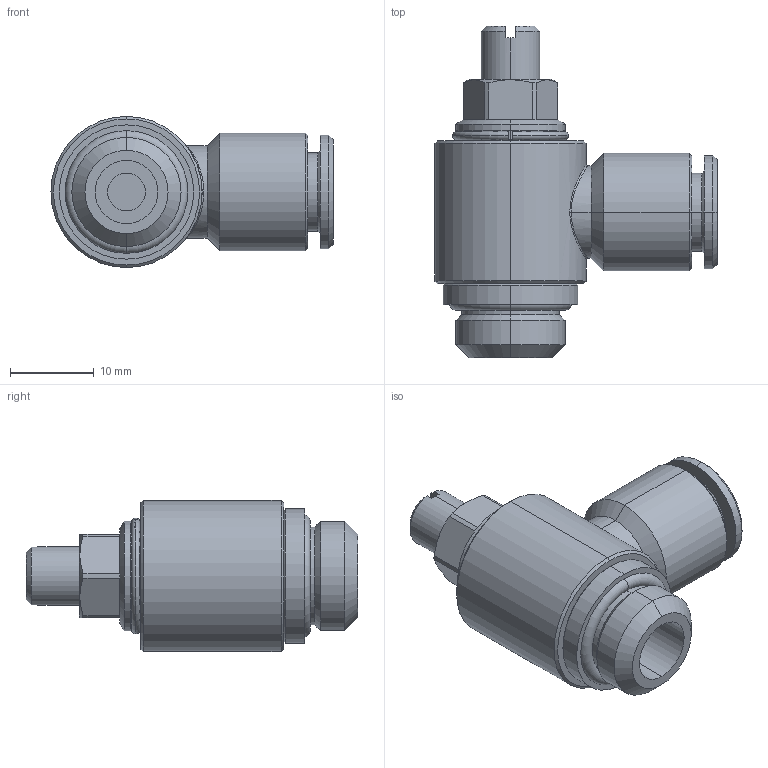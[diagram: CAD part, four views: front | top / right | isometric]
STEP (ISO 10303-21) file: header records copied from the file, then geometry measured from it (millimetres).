
FILE_DESCRIPTION (( 'STEP AP203' ), '1' );
FILE_NAME ('04280V42.STEP', '2010-05-05T06:45:57', ( 'sopra-pneumatic' ), ( '' ), 'SwSTEP 2.0', 'SolidWorks 2009', '' );
FILE_SCHEMA (( 'CONFIG_CONTROL_DESIGN' ));
Length unit declared in the file: millimetre
Products named in the file (1): 04280V42
Bounding box: 33.6 x 39.51 x 18 mm (x, y, z)
Volume: 7590.3 mm3; surface area: 3914.8 mm2
Topology: 2 solids, 2 shells, 100 faces, 212 edges, 128 vertices
Faces by surface type: cylinder 36, plane 32, cone 26, torus 4, bspline 2
Entity records: 3835 total; most frequent: CARTESIAN_POINT 1565, DIRECTION 498, ORIENTED_EDGE 424, EDGE_CURVE 212, AXIS2_PLACEMENT_3D 209, VERTEX_POINT 128, EDGE_LOOP 112, CIRCLE 110
